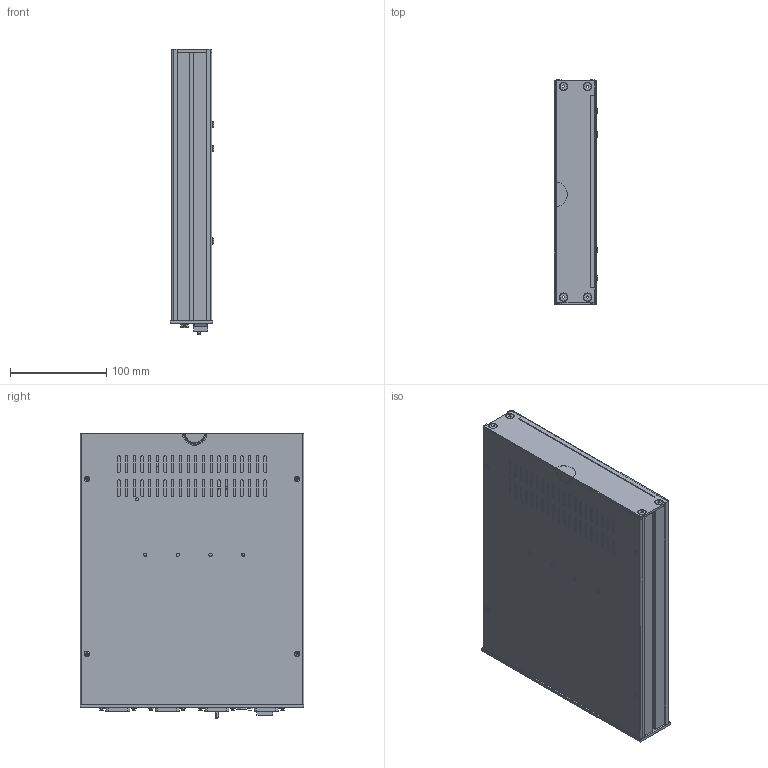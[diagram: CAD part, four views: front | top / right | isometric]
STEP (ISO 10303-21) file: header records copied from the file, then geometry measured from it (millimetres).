
FILE_DESCRIPTION (( 'STEP AP214' ), '1' );
FILE_NAME ('SK-9359 P-LINK-4 (ETHERNET) ASS''Y.STEP', '2013-04-16T17:36:31', ( '' ), ( '' ), 'SwSTEP 2.0', 'SolidWorks 2012', '' );
FILE_SCHEMA (( 'AUTOMOTIVE_DESIGN' ));
Length unit declared in the file: millimetre
Products named in the file (1): SK-9359  P-LINK-4 (ETHERNET) ASS''Y
Bounding box: 45.23 x 233 x 297.49 mm (x, y, z)
Surface area: 352790.4 mm2 (no closed solid volume)
Topology: 0 solids, 139 shells, 794 faces, 3581 edges, 2750 vertices
Faces by surface type: plane 364, cylinder 280, cone 105, torus 43, sphere 2
Entity records: 47064 total; most frequent: CARTESIAN_POINT 8482, DIRECTION 6546, ORIENTED_EDGE 5019, EDGE_CURVE 3573, VERTEX_POINT 2748, AXIS2_PLACEMENT_3D 2304, LINE 1938, VECTOR 1938
